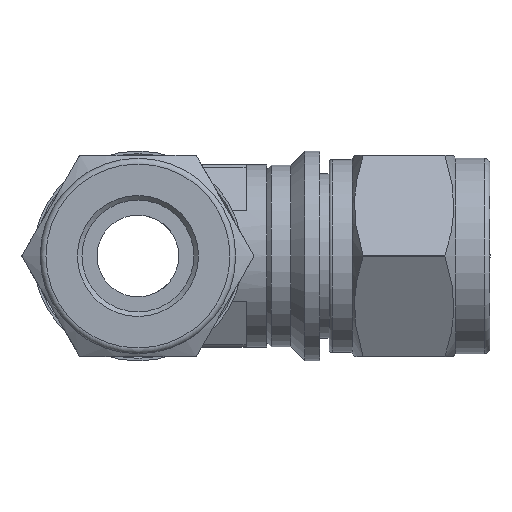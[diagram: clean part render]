
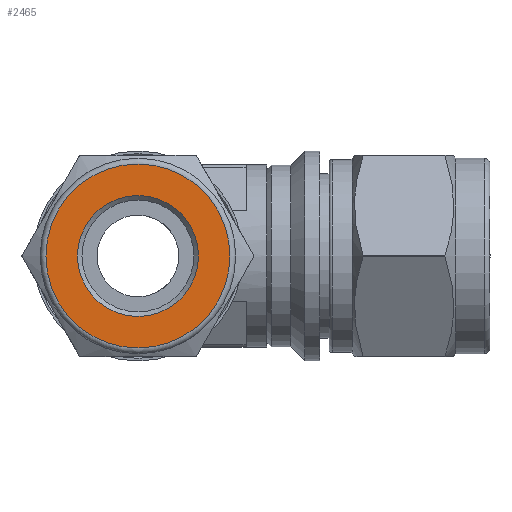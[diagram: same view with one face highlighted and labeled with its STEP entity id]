
A CAD part, left-side view. The second image highlights one B-rep face of the part: STEP entity #2465.
In plain terms, the highlighted planar face has unit normal (-1, 0, 0).
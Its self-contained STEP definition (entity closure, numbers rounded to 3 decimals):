
#62=FACE_BOUND('',#550,.T.);
#207=CIRCLE('',#2702,8.);
#222=CIRCLE('',#2730,5.265);
#379=FACE_OUTER_BOUND('',#549,.T.);
#549=EDGE_LOOP('',(#1923));
#550=EDGE_LOOP('',(#1924));
#1098=VERTEX_POINT('',#4069);
#1111=VERTEX_POINT('',#4119);
#1373=EDGE_CURVE('',#1098,#1098,#207,.T.);
#1397=EDGE_CURVE('',#1111,#1111,#222,.T.);
#1923=ORIENTED_EDGE('',*,*,#1373,.F.);
#1924=ORIENTED_EDGE('',*,*,#1397,.T.);
#2350=PLANE('',#2731);
#2465=ADVANCED_FACE('',(#379,#62),#2350,.T.);
#2702=AXIS2_PLACEMENT_3D('',#4071,#3209,#3210);
#2730=AXIS2_PLACEMENT_3D('',#4121,#3274,#3275);
#2731=AXIS2_PLACEMENT_3D('',#4122,#3276,#3277);
#3209=DIRECTION('center_axis',(1.,0.,0.));
#3210=DIRECTION('ref_axis',(0.,0.,-1.));
#3274=DIRECTION('center_axis',(1.,0.,0.));
#3275=DIRECTION('ref_axis',(0.,0.,-1.));
#3276=DIRECTION('center_axis',(-1.,0.,0.));
#3277=DIRECTION('ref_axis',(0.,0.,1.));
#4069=CARTESIAN_POINT('',(-30.614,0.,8.));
#4071=CARTESIAN_POINT('Origin',(-30.614,0.,
0.));
#4119=CARTESIAN_POINT('',(-30.614,-5.265,0.));
#4121=CARTESIAN_POINT('Origin',(-30.614,0.,
0.));
#4122=CARTESIAN_POINT('Origin',(-30.614,8.,0.));
